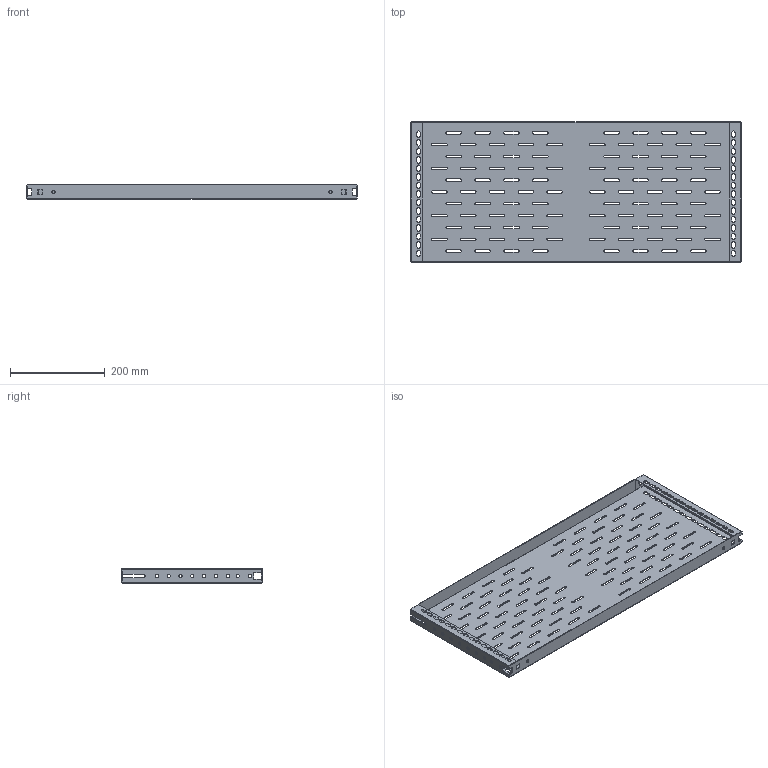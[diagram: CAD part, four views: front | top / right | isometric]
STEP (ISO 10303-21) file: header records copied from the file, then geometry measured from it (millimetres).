
FILE_DESCRIPTION (( 'STEP AP203' ), '1' );
FILE_NAME ('R5DOE8295.step', '2011-03-17T12:02:55', ( 'User' ), ( 'DKC' ), 'SwSTEP 2.0', 'SolidWorks 2011', '' );
FILE_SCHEMA (( 'CONFIG_CONTROL_DESIGN' ));
Length unit declared in the file: millimetre
Products named in the file (1): R5DOE8295
Bounding box: 699 x 296.5 x 30 mm (x, y, z)
Volume: 379162.2 mm3; surface area: 524329.4 mm2
Topology: 1 solids, 1 shells, 912 faces, 2668 edges, 1756 vertices
Faces by surface type: cylinder 476, plane 436
Entity records: 31253 total; most frequent: DIRECTION 5458, CARTESIAN_POINT 5337, ORIENTED_EDGE 5336, EDGE_CURVE 2668, AXIS2_PLACEMENT_3D 1877, VERTEX_POINT 1756, VECTOR 1704, LINE 1704
